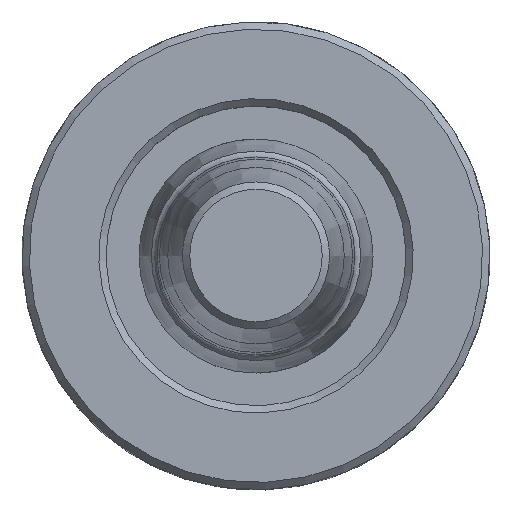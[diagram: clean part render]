
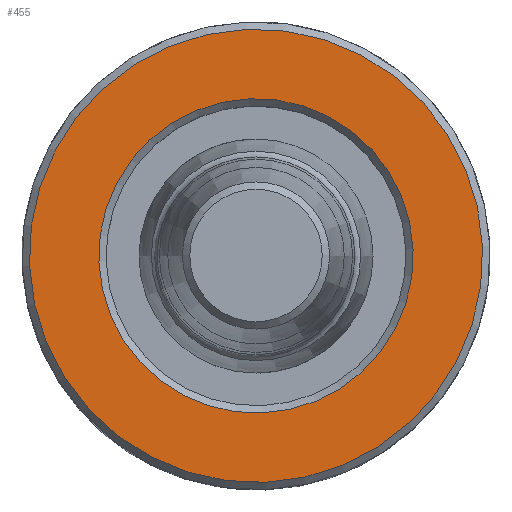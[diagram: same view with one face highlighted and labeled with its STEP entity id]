
A CAD part, top view. The second image highlights one B-rep face of the part: STEP entity #455.
In plain terms, the highlighted planar face has unit normal (0, 0, 1).
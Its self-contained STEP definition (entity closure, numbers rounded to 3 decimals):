
#72=PLANE('',#1720);
#455=ADVANCED_FACE('',(#582,#583),#72,.F.);
#582=FACE_BOUND('',#671,.T.);
#583=FACE_BOUND('',#672,.T.);
#671=EDGE_LOOP('',(#975));
#672=EDGE_LOOP('',(#976));
#975=ORIENTED_EDGE('',*,*,#1381,.F.);
#976=ORIENTED_EDGE('',*,*,#1383,.T.);
#1212=VERTEX_POINT('',#2499);
#1214=VERTEX_POINT('',#2504);
#1381=EDGE_CURVE('',#1212,#1212,#1564,.T.);
#1383=EDGE_CURVE('',#1214,#1214,#1566,.T.);
#1564=CIRCLE('',#1678,10.75);
#1566=CIRCLE('',#1681,15.5);
#1678=AXIS2_PLACEMENT_3D('',#2498,#1915,#1916);
#1681=AXIS2_PLACEMENT_3D('',#2503,#1921,#1922);
#1720=AXIS2_PLACEMENT_3D('',#3120,#2011,#2012);
#1915=DIRECTION('',(0.,0.,1.));
#1916=DIRECTION('',(0.382,-0.924,0.));
#1921=DIRECTION('',(0.,0.,1.));
#1922=DIRECTION('',(0.382,-0.924,0.));
#2011=DIRECTION('',(0.,0.,-1.));
#2012=DIRECTION('',(0.382,-0.924,0.));
#2498=CARTESIAN_POINT('',(0.,0.,0.));
#2499=CARTESIAN_POINT('',(4.105,-9.935,0.));
#2503=CARTESIAN_POINT('',(0.,0.,0.));
#2504=CARTESIAN_POINT('',(5.919,-14.325,0.));
#3120=CARTESIAN_POINT('',(14.325,5.919,0.));
